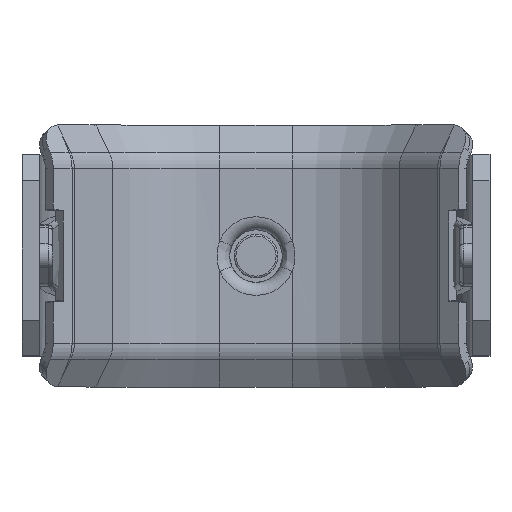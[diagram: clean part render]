
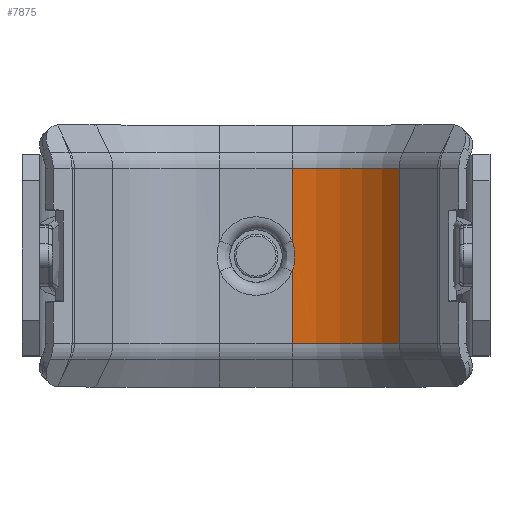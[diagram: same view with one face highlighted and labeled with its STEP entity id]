
A CAD part, top view. The second image highlights one B-rep face of the part: STEP entity #7875.
In plain terms, the highlighted cylindrical face has radius 16 mm (diameter 32 mm), a partial arc.
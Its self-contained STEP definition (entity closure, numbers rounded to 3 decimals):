
#645=LINE('',#25045,#1202);
#646=LINE('',#25049,#1203);
#647=LINE('',#25052,#1204);
#1202=VECTOR('',#10027,10.);
#1203=VECTOR('',#10030,10.);
#1204=VECTOR('',#10033,10.);
#1481=CYLINDRICAL_SURFACE('',#8534,16.);
#1872=FACE_OUTER_BOUND('',#2362,.T.);
#2362=EDGE_LOOP('',(#6634,#6635,#6636,#6637,#6638,#6639));
#2788=B_SPLINE_CURVE_WITH_KNOTS('',3,(#25035,#25036,#25037,#25038),
 .UNSPECIFIED.,.F.,.F.,(4,4),(-6.283,0.),
 .UNSPECIFIED.);
#3016=CIRCLE('',#8535,16.);
#3017=CIRCLE('',#8536,16.);
#3641=VERTEX_POINT('',#24968);
#3649=VERTEX_POINT('',#25012);
#3650=VERTEX_POINT('',#25044);
#3651=VERTEX_POINT('',#25046);
#3652=VERTEX_POINT('',#25048);
#3653=VERTEX_POINT('',#25050);
#4677=EDGE_CURVE('',#3641,#3649,#2788,.T.);
#4679=EDGE_CURVE('',#3650,#3641,#645,.T.);
#4680=EDGE_CURVE('',#3651,#3650,#3016,.T.);
#4681=EDGE_CURVE('',#3651,#3652,#646,.T.);
#4682=EDGE_CURVE('',#3652,#3653,#3017,.T.);
#4683=EDGE_CURVE('',#3649,#3653,#647,.T.);
#6634=ORIENTED_EDGE('',*,*,#4677,.F.);
#6635=ORIENTED_EDGE('',*,*,#4679,.F.);
#6636=ORIENTED_EDGE('',*,*,#4680,.F.);
#6637=ORIENTED_EDGE('',*,*,#4681,.T.);
#6638=ORIENTED_EDGE('',*,*,#4682,.T.);
#6639=ORIENTED_EDGE('',*,*,#4683,.F.);
#7875=ADVANCED_FACE('',(#1872),#1481,.F.);
#8534=AXIS2_PLACEMENT_3D('',#25043,#10025,#10026);
#8535=AXIS2_PLACEMENT_3D('',#25047,#10028,#10029);
#8536=AXIS2_PLACEMENT_3D('',#25051,#10031,#10032);
#10025=DIRECTION('center_axis',(-1.,0.,0.));
#10026=DIRECTION('ref_axis',(0.,0.966,-0.259));
#10027=DIRECTION('',(-1.,0.,0.));
#10028=DIRECTION('center_axis',(-1.,0.,0.));
#10029=DIRECTION('ref_axis',(0.,0.985,0.174));
#10030=DIRECTION('',(-1.,0.,0.));
#10031=DIRECTION('center_axis',(-1.,0.,0.));
#10032=DIRECTION('ref_axis',(0.,0.985,0.174));
#10033=DIRECTION('',(-1.,0.,0.));
#24968=CARTESIAN_POINT('',(-13.234,-2.278,-22.995));
#25012=CARTESIAN_POINT('',(-16.766,-2.278,-22.995));
#25035=CARTESIAN_POINT('Ctrl Pts',(-13.234,-2.278,
-22.995));
#25036=CARTESIAN_POINT('Ctrl Pts',(-14.347,-1.999,
-22.663));
#25037=CARTESIAN_POINT('Ctrl Pts',(-15.653,-1.999,
-22.663));
#25038=CARTESIAN_POINT('Ctrl Pts',(-16.766,-2.278,
-22.995));
#25043=CARTESIAN_POINT('Origin',(-15.,-14.535,-12.711));
#25044=CARTESIAN_POINT('',(-4.975,-2.278,-22.995));
#25045=CARTESIAN_POINT('',(-25.025,-2.278,-22.995));
#25046=CARTESIAN_POINT('',(-4.975,1.222,-9.932));
#25047=CARTESIAN_POINT('Origin',(-4.975,-14.535,-12.711));
#25048=CARTESIAN_POINT('',(-25.025,1.222,-9.932));
#25049=CARTESIAN_POINT('',(-25.025,1.222,-9.932));
#25050=CARTESIAN_POINT('',(-25.025,-2.278,-22.995));
#25051=CARTESIAN_POINT('Origin',(-25.025,-14.535,-12.711));
#25052=CARTESIAN_POINT('',(-25.025,-2.278,-22.995));
